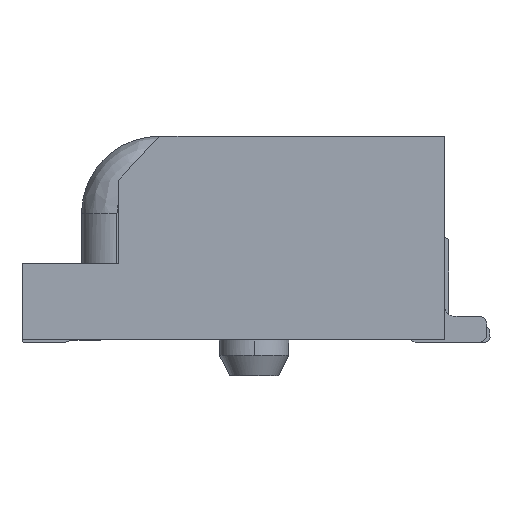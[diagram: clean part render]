
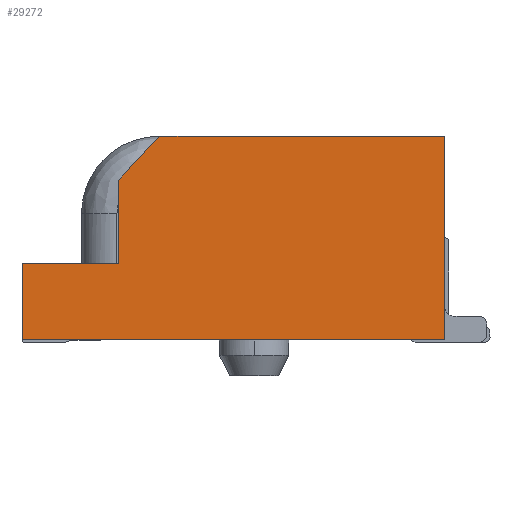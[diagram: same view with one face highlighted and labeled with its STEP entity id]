
A CAD part, left-side view. The second image highlights one B-rep face of the part: STEP entity #29272.
In plain terms, the highlighted face is planar.
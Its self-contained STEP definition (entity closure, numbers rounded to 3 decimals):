
#1462 = ORIENTED_EDGE ( 'NONE', *, *, #36642, .F. ) ;
#2239 = CARTESIAN_POINT ( 'NONE',  ( 14.95, -2., 0. ) ) ;
#3018 = CARTESIAN_POINT ( 'NONE',  ( 14.95, 1.95, -2.65 ) ) ;
#4361 = VERTEX_POINT ( 'NONE', #30975 ) ;
#7038 = EDGE_LOOP ( 'NONE', ( #24975, #14749, #1462, #14140, #8468, #12151, #10143 ) ) ;
#7379 = CARTESIAN_POINT ( 'NONE',  ( 14.95, -2., 0. ) ) ;
#8193 = CARTESIAN_POINT ( 'NONE',  ( 14.95, 1.95, -8.2 ) ) ;
#8337 = CARTESIAN_POINT ( 'NONE',  ( 14.95, 1.95, -2.65 ) ) ;
#8468 = ORIENTED_EDGE ( 'NONE', *, *, #36147, .F. ) ;
#10143 = ORIENTED_EDGE ( 'NONE', *, *, #13919, .F. ) ;
#10602 = VERTEX_POINT ( 'NONE', #2239 ) ;
#10671 = CARTESIAN_POINT ( 'NONE',  ( 14.95, -0.53, 0. ) ) ;
#10714 = CARTESIAN_POINT ( 'NONE',  ( 14.95, 1.1, -1.87 ) ) ;
#10748 = B_SPLINE_CURVE_WITH_KNOTS ( 'NONE', 1,
 ( #25035, #36614 ),
 .UNSPECIFIED., .F., .F.,
 ( 2, 2 ),
 ( -8.2, 0. ),
 .UNSPECIFIED. ) ;
#10900 = CARTESIAN_POINT ( 'NONE',  ( 14.95, 1.95, -2.65 ) ) ;
#12151 = ORIENTED_EDGE ( 'NONE', *, *, #21343, .F. ) ;
#12854 = DIRECTION ( 'NONE',  ( 1., 0., 0. ) ) ;
#13043 = FACE_OUTER_BOUND ( 'NONE', #7038, .T. ) ;
#13497 = CARTESIAN_POINT ( 'NONE',  ( 14.95, -0.53, -1.87 ) ) ;
#13634 = CARTESIAN_POINT ( 'NONE',  ( 14.95, 1.1, -1.87 ) ) ;
#13651 = CARTESIAN_POINT ( 'NONE',  ( 14.95, -0.53, 0. ) ) ;
#13919 = EDGE_CURVE ( 'NONE', #29251, #28203, #18044, .T. ) ;
#14140 = ORIENTED_EDGE ( 'NONE', *, *, #25600, .F. ) ;
#14493 = CARTESIAN_POINT ( 'NONE',  ( 14.95, 1.95, -8.2 ) ) ;
#14749 = ORIENTED_EDGE ( 'NONE', *, *, #26432, .F. ) ;
#15683 = CARTESIAN_POINT ( 'NONE',  ( 14.95, -2.395, 0.82 ) ) ;
#15869 = PLANE ( 'NONE',  #34416 ) ;
#17010 = CARTESIAN_POINT ( 'NONE',  ( 14.95, -2., -8.2 ) ) ;
#18044 = B_SPLINE_CURVE_WITH_KNOTS ( 'NONE', 1,
 ( #14493, #19632 ),
 .UNSPECIFIED., .F., .F.,
 ( 2, 2 ),
 ( -3.95, 0. ),
 .UNSPECIFIED. ) ;
#19632 = CARTESIAN_POINT ( 'NONE',  ( 14.95, -2., -8.2 ) ) ;
#19872 = B_SPLINE_CURVE_WITH_KNOTS ( 'NONE', 1,
 ( #7379, #13651 ),
 .UNSPECIFIED., .F., .F.,
 ( 2, 2 ),
 ( -1.47, 0. ),
 .UNSPECIFIED. ) ;
#21343 = EDGE_CURVE ( 'NONE', #28203, #10602, #10748, .T. ) ;
#22454 = B_SPLINE_CURVE_WITH_KNOTS ( 'NONE', 1,
 ( #10714, #10900 ),
 .UNSPECIFIED., .F., .F.,
 ( 2, 2 ),
 ( -1.154, 0. ),
 .UNSPECIFIED. ) ;
#22666 = B_SPLINE_CURVE_WITH_KNOTS ( 'NONE', 1,
 ( #30610, #13497 ),
 .UNSPECIFIED., .F., .F.,
 ( 2, 2 ),
 ( -1.87, 0. ),
 .UNSPECIFIED. ) ;
#24418 = DIRECTION ( 'NONE',  ( 0., 1., 0. ) ) ;
#24975 = ORIENTED_EDGE ( 'NONE', *, *, #29917, .F. ) ;
#25035 = CARTESIAN_POINT ( 'NONE',  ( 14.95, -2., -8.2 ) ) ;
#25424 = CARTESIAN_POINT ( 'NONE',  ( 14.95, -0.53, -1.87 ) ) ;
#25600 = EDGE_CURVE ( 'NONE', #31401, #4361, #22666, .T. ) ;
#26432 = EDGE_CURVE ( 'NONE', #34179, #36406, #22454, .T. ) ;
#28203 = VERTEX_POINT ( 'NONE', #17010 ) ;
#29251 = VERTEX_POINT ( 'NONE', #32568 ) ;
#29272 = ADVANCED_FACE ( 'NONE', ( #13043 ), #15869, .T. ) ;
#29917 = EDGE_CURVE ( 'NONE', #36406, #29251, #33438, .T. ) ;
#30610 = CARTESIAN_POINT ( 'NONE',  ( 14.95, -0.53, 0. ) ) ;
#30715 = B_SPLINE_CURVE_WITH_KNOTS ( 'NONE', 1,
 ( #25424, #13634 ),
 .UNSPECIFIED., .F., .F.,
 ( 2, 2 ),
 ( -1.63, 0. ),
 .UNSPECIFIED. ) ;
#30975 = CARTESIAN_POINT ( 'NONE',  ( 14.95, -0.53, -1.87 ) ) ;
#31401 = VERTEX_POINT ( 'NONE', #10671 ) ;
#32568 = CARTESIAN_POINT ( 'NONE',  ( 14.95, 1.95, -8.2 ) ) ;
#33438 = B_SPLINE_CURVE_WITH_KNOTS ( 'NONE', 1,
 ( #3018, #8193 ),
 .UNSPECIFIED., .F., .F.,
 ( 2, 2 ),
 ( -5.55, 0. ),
 .UNSPECIFIED. ) ;
#34179 = VERTEX_POINT ( 'NONE', #36732 ) ;
#34416 = AXIS2_PLACEMENT_3D ( 'NONE', #15683, #12854, #24418 ) ;
#36147 = EDGE_CURVE ( 'NONE', #10602, #31401, #19872, .T. ) ;
#36406 = VERTEX_POINT ( 'NONE', #8337 ) ;
#36614 = CARTESIAN_POINT ( 'NONE',  ( 14.95, -2., 0. ) ) ;
#36642 = EDGE_CURVE ( 'NONE', #4361, #34179, #30715, .T. ) ;
#36732 = CARTESIAN_POINT ( 'NONE',  ( 14.95, 1.1, -1.87 ) ) ;
